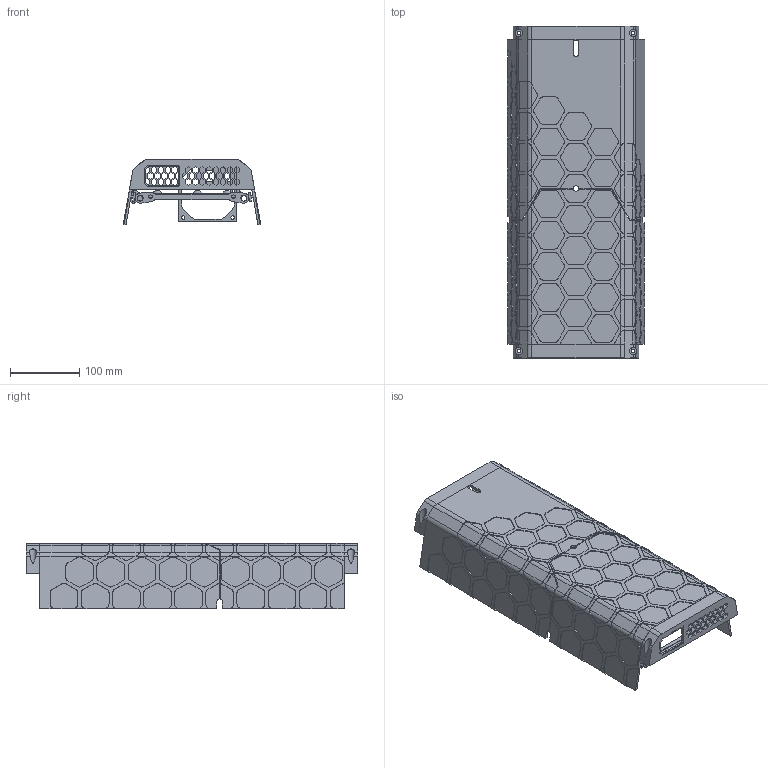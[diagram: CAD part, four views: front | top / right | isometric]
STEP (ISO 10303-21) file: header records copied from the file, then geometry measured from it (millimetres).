
FILE_DESCRIPTION(/* description */ (''),/* implementation_level */ '2;1');
FILE_NAME(/* name */ 'cover_large v8.step',/* time_stamp */ '2022-11-04T22:44:40+01:00',/* author */ (''),/* organization */ (''),/* preprocessor_version */ 'ST-DEVELOPER v19.2',/* originating_system */ 'Autodesk Translation Framework v11.17.0.187',/* authorisation */ '');
FILE_SCHEMA (('AUTOMOTIVE_DESIGN { 1 0 10303 214 3 1 1 }'));
Products named in the file (13): cover_large; back-end; cover; cover_clip; rail_support; front_cover v5; bracket_ssr v3; bracket_psu v6; bracket_pi v4; bracket_mainboard v3; base_bracket v2; Composant13; bracket_fan_80 v9
Assembly tree (12 placements, depth 3):
  cover_large
    back-end
    cover
    cover_clip
    rail_support
    front_cover v5
    bracket_ssr v3
    bracket_psu v6
    bracket_pi v4
    bracket_mainboard v3
      base_bracket v2
    Composant13
    bracket_fan_80 v9
Bounding box: 198.7 x 480 x 94 mm (x, y, z)
Volume: 727496.4 mm3; surface area: 450134.4 mm2
Topology: 12 solids, 12 shells, 1943 faces, 5442 edges, 3568 vertices
Faces by surface type: plane 1131, cylinder 684, bspline 122, torus 4, cone 2
Full cylindrical faces by diameter (mm): 2.5 x2, 3 x2, 3.5 x2, 5 x6, 5.5 x6, 8 x1, 8.5 x2, 10.5 x6, 16.5 x2
Entity records: 65194 total; most frequent: CARTESIAN_POINT 14132, ORIENTED_EDGE 10884, DIRECTION 10202, EDGE_CURVE 5442, LINE 3842, VECTOR 3842, VERTEX_POINT 3568, AXIS2_PLACEMENT_3D 3180
